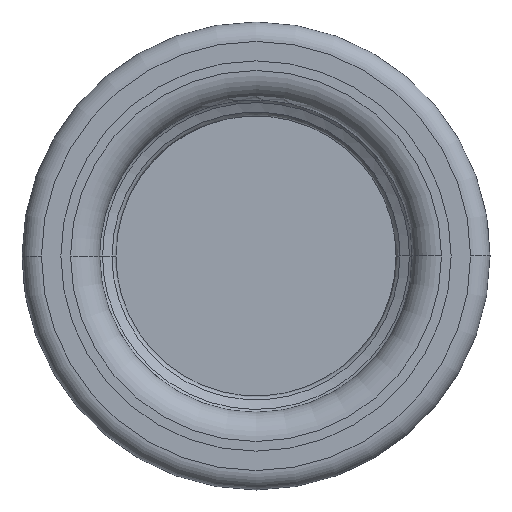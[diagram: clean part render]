
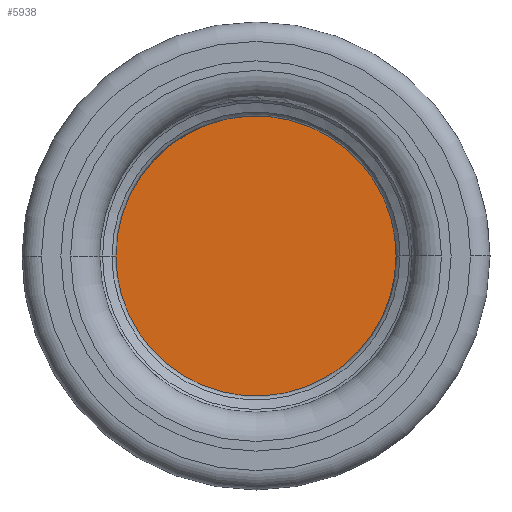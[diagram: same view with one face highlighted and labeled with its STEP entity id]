
A CAD part, left-side view. The second image highlights one B-rep face of the part: STEP entity #5938.
In plain terms, the highlighted planar face has unit normal (-1, 0, 0).
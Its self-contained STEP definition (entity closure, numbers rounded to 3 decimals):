
#69=CARTESIAN_POINT('Vertex',(13.,7.55,0.)) ;
#72=CARTESIAN_POINT('Axis2P3D Location',(13.,0.,0.)) ;
#76=CARTESIAN_POINT('Vertex',(13.,-7.55,0.)) ;
#96=CARTESIAN_POINT('Axis2P3D Location',(13.,0.,0.)) ;
#5929=CARTESIAN_POINT('Axis2P3D Location',(13.,7.55,0.)) ;
#73=DIRECTION('Axis2P3D Direction',(1.,0.,0.)) ;
#97=DIRECTION('Axis2P3D Direction',(1.,0.,0.)) ;
#5930=DIRECTION('Axis2P3D Direction',(1.,0.,0.)) ;
#5931=DIRECTION('Axis2P3D XDirection',(0.,1.,0.)) ;
#74=AXIS2_PLACEMENT_3D('Circle Axis2P3D',#72,#73,$) ;
#98=AXIS2_PLACEMENT_3D('Circle Axis2P3D',#96,#97,$) ;
#5932=AXIS2_PLACEMENT_3D('Plane Axis2P3D',#5929,#5930,#5931) ;
#5935=ORIENTED_EDGE('',*,*,#78,.F.) ;
#5936=ORIENTED_EDGE('',*,*,#100,.F.) ;
#5938=ADVANCED_FACE('Corps principal',(#5937),#5933,.F.) ;
#75=CIRCLE('generated circle',#74,7.55) ;
#99=CIRCLE('generated circle',#98,7.55) ;
#78=EDGE_CURVE('',#70,#77,#75,.T.) ;
#100=EDGE_CURVE('',#77,#70,#99,.T.) ;
#5934=EDGE_LOOP('',(#5935,#5936)) ;
#5937=FACE_OUTER_BOUND('',#5934,.T.) ;
#5933=PLANE('',#5932) ;
#70=VERTEX_POINT('',#69) ;
#77=VERTEX_POINT('',#76) ;
